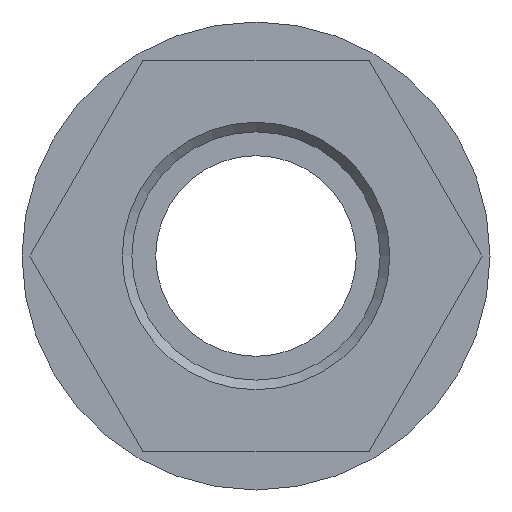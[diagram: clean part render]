
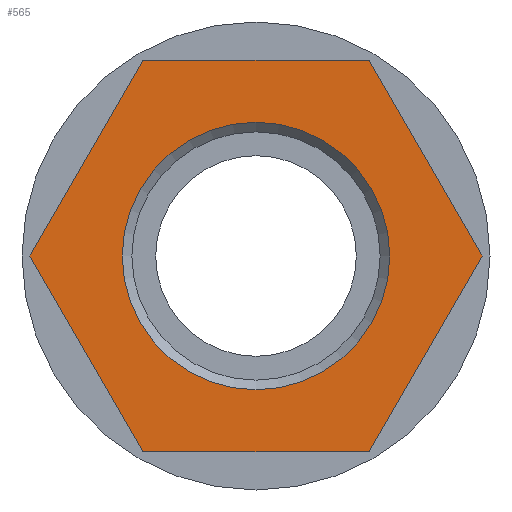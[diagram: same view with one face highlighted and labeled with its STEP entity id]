
A CAD part, left-side view. The second image highlights one B-rep face of the part: STEP entity #565.
In plain terms, the highlighted planar face has unit normal (-1, 0, 0).
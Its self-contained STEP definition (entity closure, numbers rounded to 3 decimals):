
#31=LINE('',#996,#61);
#34=LINE('',#1002,#64);
#37=LINE('',#1008,#67);
#40=LINE('',#1014,#70);
#43=LINE('',#1020,#73);
#46=LINE('',#1024,#76);
#61=VECTOR('',#819,10.);
#64=VECTOR('',#824,10.);
#67=VECTOR('',#829,10.);
#70=VECTOR('',#834,10.);
#73=VECTOR('',#839,10.);
#76=VECTOR('',#844,10.);
#91=FACE_BOUND('',#166,.T.);
#104=PLANE('',#662);
#131=FACE_OUTER_BOUND('',#165,.T.);
#165=EDGE_LOOP('',(#498,#499,#500,#501,#502,#503));
#166=EDGE_LOOP('',(#504,#505));
#219=CIRCLE('',#654,14.);
#220=CIRCLE('',#655,14.);
#267=VERTEX_POINT('',#984);
#268=VERTEX_POINT('',#985);
#271=VERTEX_POINT('',#993);
#272=VERTEX_POINT('',#995);
#274=VERTEX_POINT('',#1001);
#276=VERTEX_POINT('',#1007);
#278=VERTEX_POINT('',#1013);
#280=VERTEX_POINT('',#1019);
#340=EDGE_CURVE('',#267,#268,#219,.T.);
#341=EDGE_CURVE('',#268,#267,#220,.T.);
#345=EDGE_CURVE('',#272,#271,#31,.T.);
#348=EDGE_CURVE('',#274,#272,#34,.T.);
#351=EDGE_CURVE('',#276,#274,#37,.T.);
#354=EDGE_CURVE('',#278,#276,#40,.T.);
#357=EDGE_CURVE('',#280,#278,#43,.T.);
#360=EDGE_CURVE('',#271,#280,#46,.T.);
#498=ORIENTED_EDGE('',*,*,#360,.T.);
#499=ORIENTED_EDGE('',*,*,#357,.T.);
#500=ORIENTED_EDGE('',*,*,#354,.T.);
#501=ORIENTED_EDGE('',*,*,#351,.T.);
#502=ORIENTED_EDGE('',*,*,#348,.T.);
#503=ORIENTED_EDGE('',*,*,#345,.T.);
#504=ORIENTED_EDGE('',*,*,#340,.T.);
#505=ORIENTED_EDGE('',*,*,#341,.T.);
#565=ADVANCED_FACE('',(#131,#91),#104,.T.);
#654=AXIS2_PLACEMENT_3D('',#986,#810,#811);
#655=AXIS2_PLACEMENT_3D('',#987,#812,#813);
#662=AXIS2_PLACEMENT_3D('',#1025,#845,#846);
#810=DIRECTION('center_axis',(1.,0.,0.));
#811=DIRECTION('ref_axis',(0.,0.,-1.));
#812=DIRECTION('center_axis',(1.,0.,0.));
#813=DIRECTION('ref_axis',(0.,0.,-1.));
#819=DIRECTION('',(0.,-1.,0.));
#824=DIRECTION('',(0.,-0.5,-0.866));
#829=DIRECTION('',(0.,0.5,-0.866));
#834=DIRECTION('',(0.,1.,0.));
#839=DIRECTION('',(0.,0.5,0.866));
#844=DIRECTION('',(0.,-0.5,0.866));
#845=DIRECTION('center_axis',(-1.,0.,0.));
#846=DIRECTION('ref_axis',(0.,0.,1.));
#984=CARTESIAN_POINT('',(-8.,0.,-14.));
#985=CARTESIAN_POINT('',(-8.,0.,14.));
#986=CARTESIAN_POINT('Origin',(-8.,0.,0.));
#987=CARTESIAN_POINT('Origin',(-8.,0.,0.));
#993=CARTESIAN_POINT('',(-8.,-11.836,-20.5));
#995=CARTESIAN_POINT('',(-8.,11.836,-20.5));
#996=CARTESIAN_POINT('',(-8.,11.836,-20.5));
#1001=CARTESIAN_POINT('',(-8.,23.671,0.));
#1002=CARTESIAN_POINT('',(-8.,23.671,0.));
#1007=CARTESIAN_POINT('',(-8.,11.836,20.5));
#1008=CARTESIAN_POINT('',(-8.,11.836,20.5));
#1013=CARTESIAN_POINT('',(-8.,-11.836,20.5));
#1014=CARTESIAN_POINT('',(-8.,-11.836,20.5));
#1019=CARTESIAN_POINT('',(-8.,-23.671,0.));
#1020=CARTESIAN_POINT('',(-8.,-23.671,0.));
#1024=CARTESIAN_POINT('',(-8.,-11.836,-20.5));
#1025=CARTESIAN_POINT('Origin',(-8.,0.,
0.));
